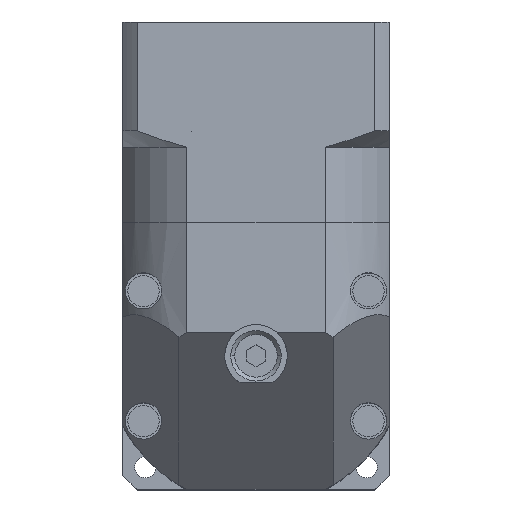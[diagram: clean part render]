
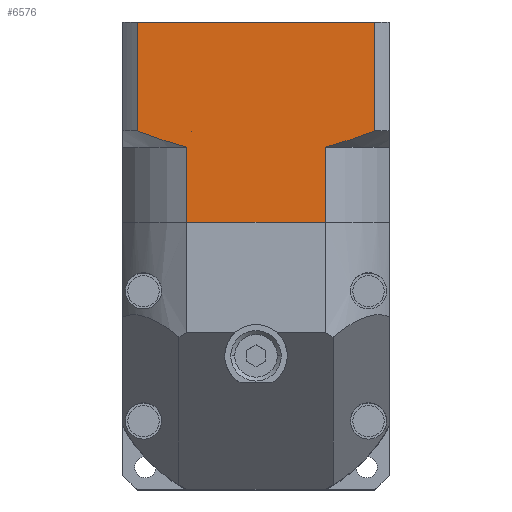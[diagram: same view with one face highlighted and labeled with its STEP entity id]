
A CAD part, top view. The second image highlights one B-rep face of the part: STEP entity #6576.
In plain terms, the highlighted face is planar.
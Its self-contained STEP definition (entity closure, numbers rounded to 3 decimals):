
#11 = EDGE_CURVE ( 'NONE', #6737, #2710, #7652, .T. ) ;
#167 = CARTESIAN_POINT ( 'NONE',  ( 11.059, -21.3, 0. ) ) ;
#228 = CARTESIAN_POINT ( 'NONE',  ( 18.936, -21.3, 14.598 ) ) ;
#292 = LINE ( 'NONE', #6824, #8239 ) ;
#310 = VERTEX_POINT ( 'NONE', #5364 ) ;
#585 = CARTESIAN_POINT ( 'NONE',  ( 14.99, -21.3, 13.181 ) ) ;
#648 = B_SPLINE_CURVE_WITH_KNOTS ( 'NONE', 3,
 ( #1522, #3441, #10161, #4404, #11139, #5365, #12094, #6341, #585, #7284, #1570, #8254, #2515, #9234 ),
 .UNSPECIFIED., .F., .F.,
 ( 4, 1, 1, 1, 1, 1, 1, 2, 2, 4 ),
 ( 0., 0.25, 0.375, 0.437, 0.469, 0.484, 0.492, 0.496, 0.5, 1. ),
 .UNSPECIFIED. ) ;
#692 = CARTESIAN_POINT ( 'NONE',  ( -18.936, -21.3, 32. ) ) ;
#875 = CARTESIAN_POINT ( 'NONE',  ( -15.045, -21.3, 13.199 ) ) ;
#1207 = DIRECTION ( 'NONE',  ( 0., 0., 1. ) ) ;
#1377 = VERTEX_POINT ( 'NONE', #11082 ) ;
#1522 = CARTESIAN_POINT ( 'NONE',  ( 11.059, -21.3, 12. ) ) ;
#1570 = CARTESIAN_POINT ( 'NONE',  ( 15.024, -21.3, 13.192 ) ) ;
#1592 = DIRECTION ( 'NONE',  ( 1., 0., 0. ) ) ;
#1864 = CARTESIAN_POINT ( 'NONE',  ( -12.326, -21.3, 12.337 ) ) ;
#2006 = AXIS2_PLACEMENT_3D ( 'NONE', #692, #5515, #12247 ) ;
#2127 = ORIENTED_EDGE ( 'NONE', *, *, #8515, .T. ) ;
#2172 = DIRECTION ( 'NONE',  ( 0., 0., -1. ) ) ;
#2225 = VECTOR ( 'NONE', #1207, 1000. ) ;
#2258 = VERTEX_POINT ( 'NONE', #11409 ) ;
#2515 = CARTESIAN_POINT ( 'NONE',  ( 17.577, -21.3, 14.077 ) ) ;
#2710 = VERTEX_POINT ( 'NONE', #12409 ) ;
#2782 = CARTESIAN_POINT ( 'NONE',  ( -18.936, -21.3, 14.598 ) ) ;
#3092 = CARTESIAN_POINT ( 'NONE',  ( 11.059, -21.3, 12. ) ) ;
#3285 = ORIENTED_EDGE ( 'NONE', *, *, #6033, .T. ) ;
#3382 = CARTESIAN_POINT ( 'NONE',  ( -18.936, -21.3, 32. ) ) ;
#3400 = ORIENTED_EDGE ( 'NONE', *, *, #8697, .T. ) ;
#3441 = CARTESIAN_POINT ( 'NONE',  ( 11.694, -21.3, 12.169 ) ) ;
#3659 = EDGE_CURVE ( 'NONE', #6737, #310, #4579, .T. ) ;
#3733 = CARTESIAN_POINT ( 'NONE',  ( -17.255, -21.3, 13.965 ) ) ;
#4222 = EDGE_CURVE ( 'NONE', #1377, #2258, #12243, .T. ) ;
#4254 = EDGE_LOOP ( 'NONE', ( #3400, #11862, #3285, #7072, #2127, #8266, #5369, #4534 ) ) ;
#4404 = CARTESIAN_POINT ( 'NONE',  ( 13.838, -21.3, 12.807 ) ) ;
#4534 = ORIENTED_EDGE ( 'NONE', *, *, #3659, .T. ) ;
#4579 = LINE ( 'NONE', #7961, #11938 ) ;
#4709 = CARTESIAN_POINT ( 'NONE',  ( -15.572, -21.3, 13.377 ) ) ;
#4778 = LINE ( 'NONE', #5029, #2225 ) ;
#4798 = CARTESIAN_POINT ( 'NONE',  ( -18.936, -21.3, 32. ) ) ;
#4945 = FACE_OUTER_BOUND ( 'NONE', #4254, .T. ) ;
#5029 = CARTESIAN_POINT ( 'NONE',  ( 11.059, -21.3, 0. ) ) ;
#5090 = VECTOR ( 'NONE', #1592, 1000. ) ;
#5364 = CARTESIAN_POINT ( 'NONE',  ( -18.936, -21.3, 14.598 ) ) ;
#5365 = CARTESIAN_POINT ( 'NONE',  ( 14.732, -21.3, 13.096 ) ) ;
#5369 = ORIENTED_EDGE ( 'NONE', *, *, #11, .F. ) ;
#5443 = DIRECTION ( 'NONE',  ( 1., 0., 0. ) ) ;
#5515 = DIRECTION ( 'NONE',  ( 0., 1., 0. ) ) ;
#5669 = CARTESIAN_POINT ( 'NONE',  ( -15.16, -21.3, 13.238 ) ) ;
#5740 = CARTESIAN_POINT ( 'NONE',  ( -11.059, -21.3, 0. ) ) ;
#6033 = EDGE_CURVE ( 'NONE', #2258, #8869, #10084, .T. ) ;
#6341 = CARTESIAN_POINT ( 'NONE',  ( 14.958, -21.3, 13.171 ) ) ;
#6576 = ADVANCED_FACE ( 'NONE', ( #4945 ), #10282, .F. ) ;
#6633 = CARTESIAN_POINT ( 'NONE',  ( -15.062, -21.3, 13.205 ) ) ;
#6737 = VERTEX_POINT ( 'NONE', #4798 ) ;
#6824 = CARTESIAN_POINT ( 'NONE',  ( 18.936, -21.3, 32. ) ) ;
#7072 = ORIENTED_EDGE ( 'NONE', *, *, #7379, .T. ) ;
#7284 = CARTESIAN_POINT ( 'NONE',  ( 15.012, -21.3, 13.188 ) ) ;
#7351 = VERTEX_POINT ( 'NONE', #3092 ) ;
#7379 = EDGE_CURVE ( 'NONE', #8869, #7351, #4778, .T. ) ;
#7593 = CARTESIAN_POINT ( 'NONE',  ( -13.648, -21.3, 12.734 ) ) ;
#7652 = LINE ( 'NONE', #3382, #5090 ) ;
#7661 = DIRECTION ( 'NONE',  ( 0., 0., -1. ) ) ;
#7810 = DIRECTION ( 'NONE',  ( 0., 0., -1. ) ) ;
#7961 = CARTESIAN_POINT ( 'NONE',  ( -18.936, -21.3, 32. ) ) ;
#8239 = VECTOR ( 'NONE', #7810, 1000. ) ;
#8254 = CARTESIAN_POINT ( 'NONE',  ( 16.276, -21.3, 13.609 ) ) ;
#8266 = ORIENTED_EDGE ( 'NONE', *, *, #10164, .F. ) ;
#8349 = B_SPLINE_CURVE_WITH_KNOTS ( 'NONE', 3,
 ( #2782, #9501, #3733, #10463, #4709, #11435, #5669, #12396, #6633, #875, #7593, #1864, #8558 ),
 .UNSPECIFIED., .F., .F.,
 ( 4, 1, 1, 1, 1, 1, 2, 2, 4 ),
 ( 0., 0.25, 0.375, 0.437, 0.469, 0.484, 0.492, 0.5, 1. ),
 .UNSPECIFIED. ) ;
#8515 = EDGE_CURVE ( 'NONE', #7351, #9321, #648, .T. ) ;
#8558 = CARTESIAN_POINT ( 'NONE',  ( -11.059, -21.3, 12. ) ) ;
#8697 = EDGE_CURVE ( 'NONE', #310, #1377, #8349, .T. ) ;
#8869 = VERTEX_POINT ( 'NONE', #167 ) ;
#9234 = CARTESIAN_POINT ( 'NONE',  ( 18.936, -21.3, 14.598 ) ) ;
#9321 = VERTEX_POINT ( 'NONE', #228 ) ;
#9501 = CARTESIAN_POINT ( 'NONE',  ( -18.255, -21.3, 14.337 ) ) ;
#10084 = LINE ( 'NONE', #12168, #12340 ) ;
#10161 = CARTESIAN_POINT ( 'NONE',  ( 12.667, -21.3, 12.445 ) ) ;
#10164 = EDGE_CURVE ( 'NONE', #2710, #9321, #292, .T. ) ;
#10282 = PLANE ( 'NONE',  #2006 ) ;
#10463 = CARTESIAN_POINT ( 'NONE',  ( -16.126, -21.3, 13.567 ) ) ;
#11082 = CARTESIAN_POINT ( 'NONE',  ( -11.059, -21.3, 12. ) ) ;
#11139 = CARTESIAN_POINT ( 'NONE',  ( 14.433, -21.3, 12.998 ) ) ;
#11409 = CARTESIAN_POINT ( 'NONE',  ( -11.059, -21.3, 0. ) ) ;
#11435 = CARTESIAN_POINT ( 'NONE',  ( -15.297, -21.3, 13.284 ) ) ;
#11862 = ORIENTED_EDGE ( 'NONE', *, *, #4222, .T. ) ;
#11931 = VECTOR ( 'NONE', #7661, 1000. ) ;
#11938 = VECTOR ( 'NONE', #2172, 1000. ) ;
#12094 = CARTESIAN_POINT ( 'NONE',  ( 14.883, -21.3, 13.146 ) ) ;
#12168 = CARTESIAN_POINT ( 'NONE',  ( -18.936, -21.3, 0. ) ) ;
#12243 = LINE ( 'NONE', #5740, #11931 ) ;
#12247 = DIRECTION ( 'NONE',  ( 1., 0., 0. ) ) ;
#12340 = VECTOR ( 'NONE', #5443, 1000. ) ;
#12396 = CARTESIAN_POINT ( 'NONE',  ( -15.101, -21.3, 13.218 ) ) ;
#12409 = CARTESIAN_POINT ( 'NONE',  ( 18.936, -21.3, 32. ) ) ;
